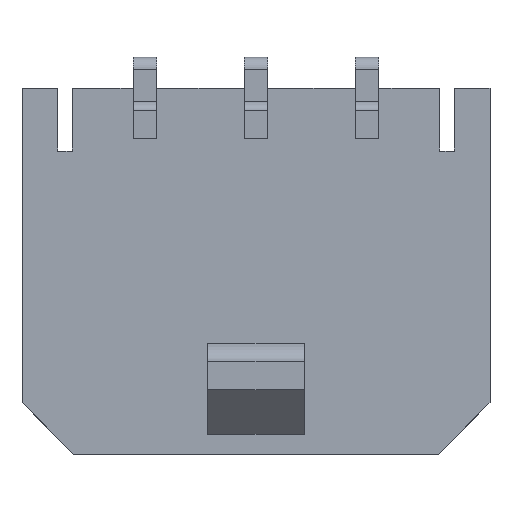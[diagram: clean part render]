
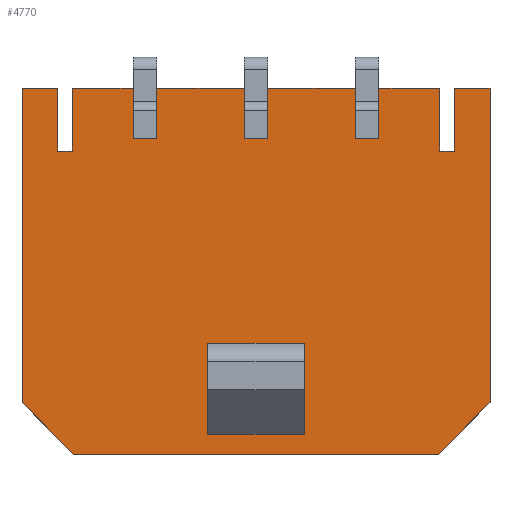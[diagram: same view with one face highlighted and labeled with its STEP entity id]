
A CAD part, top view. The second image highlights one B-rep face of the part: STEP entity #4770.
In plain terms, the highlighted planar face has unit normal (0, 0, 1).
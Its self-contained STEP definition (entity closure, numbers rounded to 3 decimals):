
#44=PLANE('',#5045);
#288=FACE_OUTER_BOUND('',#545,.T.);
#545=EDGE_LOOP('',(#3408,#3409,#3410,#3411,#3412,#3413,#3414,#3415,#3416,
#3417,#3418,#3419,#3420,#3421,#3422,#3423,#3424,#3425,#3426,#3427,#3428,
#3429,#3430,#3431,#3432,#3433));
#792=LINE('',#6559,#1450);
#854=LINE('',#6693,#1512);
#870=LINE('',#6723,#1528);
#909=LINE('',#6801,#1567);
#910=LINE('',#6804,#1568);
#911=LINE('',#6806,#1569);
#912=LINE('',#6808,#1570);
#913=LINE('',#6810,#1571);
#914=LINE('',#6812,#1572);
#915=LINE('',#6814,#1573);
#916=LINE('',#6816,#1574);
#917=LINE('',#6818,#1575);
#918=LINE('',#6820,#1576);
#919=LINE('',#6822,#1577);
#920=LINE('',#6823,#1578);
#921=LINE('',#6825,#1579);
#922=LINE('',#6827,#1580);
#923=LINE('',#6829,#1581);
#924=LINE('',#6831,#1582);
#925=LINE('',#6833,#1583);
#926=LINE('',#6835,#1584);
#927=LINE('',#6837,#1585);
#928=LINE('',#6839,#1586);
#929=LINE('',#6841,#1587);
#930=LINE('',#6843,#1588);
#931=LINE('',#6844,#1589);
#1450=VECTOR('',#5324,1.35);
#1512=VECTOR('',#5418,1.7);
#1528=VECTOR('',#5436,0.4);
#1567=VECTOR('',#5481,1.7);
#1568=VECTOR('',#5484,1.645);
#1569=VECTOR('',#5485,1.7);
#1570=VECTOR('',#5486,0.4);
#1571=VECTOR('',#5487,1.7);
#1572=VECTOR('',#5488,0.96);
#1573=VECTOR('',#5489,8.5);
#1574=VECTOR('',#5490,1.98);
#1575=VECTOR('',#5491,9.85);
#1576=VECTOR('',#5492,1.98);
#1577=VECTOR('',#5493,8.5);
#1578=VECTOR('',#5494,0.96);
#1579=VECTOR('',#5495,1.645);
#1580=VECTOR('',#5496,1.35);
#1581=VECTOR('',#5497,0.64);
#1582=VECTOR('',#5498,1.35);
#1583=VECTOR('',#5499,2.36);
#1584=VECTOR('',#5500,1.35);
#1585=VECTOR('',#5501,0.64);
#1586=VECTOR('',#5502,1.35);
#1587=VECTOR('',#5503,2.36);
#1588=VECTOR('',#5504,1.35);
#1589=VECTOR('',#5505,0.64);
#2144=VERTEX_POINT('',#6556);
#2145=VERTEX_POINT('',#6558);
#2199=VERTEX_POINT('',#6689);
#2201=VERTEX_POINT('',#6692);
#2214=VERTEX_POINT('',#6721);
#2250=VERTEX_POINT('',#6799);
#2251=VERTEX_POINT('',#6803);
#2252=VERTEX_POINT('',#6805);
#2253=VERTEX_POINT('',#6807);
#2254=VERTEX_POINT('',#6809);
#2255=VERTEX_POINT('',#6811);
#2256=VERTEX_POINT('',#6813);
#2257=VERTEX_POINT('',#6815);
#2258=VERTEX_POINT('',#6817);
#2259=VERTEX_POINT('',#6819);
#2260=VERTEX_POINT('',#6821);
#2261=VERTEX_POINT('',#6824);
#2262=VERTEX_POINT('',#6826);
#2263=VERTEX_POINT('',#6828);
#2264=VERTEX_POINT('',#6830);
#2265=VERTEX_POINT('',#6832);
#2266=VERTEX_POINT('',#6834);
#2267=VERTEX_POINT('',#6836);
#2268=VERTEX_POINT('',#6838);
#2269=VERTEX_POINT('',#6840);
#2270=VERTEX_POINT('',#6842);
#2584=EDGE_CURVE('',#2144,#2145,#792,.T.);
#2649=EDGE_CURVE('',#2201,#2199,#854,.T.);
#2665=EDGE_CURVE('',#2214,#2199,#870,.T.);
#2704=EDGE_CURVE('',#2250,#2214,#909,.T.);
#2705=EDGE_CURVE('',#2251,#2144,#910,.T.);
#2706=EDGE_CURVE('',#2251,#2252,#911,.T.);
#2707=EDGE_CURVE('',#2253,#2252,#912,.T.);
#2708=EDGE_CURVE('',#2254,#2253,#913,.T.);
#2709=EDGE_CURVE('',#2255,#2254,#914,.T.);
#2710=EDGE_CURVE('',#2255,#2256,#915,.T.);
#2711=EDGE_CURVE('',#2256,#2257,#916,.T.);
#2712=EDGE_CURVE('',#2257,#2258,#917,.T.);
#2713=EDGE_CURVE('',#2258,#2259,#918,.T.);
#2714=EDGE_CURVE('',#2260,#2259,#919,.T.);
#2715=EDGE_CURVE('',#2201,#2260,#920,.T.);
#2716=EDGE_CURVE('',#2261,#2250,#921,.T.);
#2717=EDGE_CURVE('',#2261,#2262,#922,.T.);
#2718=EDGE_CURVE('',#2263,#2262,#923,.T.);
#2719=EDGE_CURVE('',#2264,#2263,#924,.T.);
#2720=EDGE_CURVE('',#2265,#2264,#925,.T.);
#2721=EDGE_CURVE('',#2265,#2266,#926,.T.);
#2722=EDGE_CURVE('',#2267,#2266,#927,.T.);
#2723=EDGE_CURVE('',#2268,#2267,#928,.T.);
#2724=EDGE_CURVE('',#2269,#2268,#929,.T.);
#2725=EDGE_CURVE('',#2269,#2270,#930,.T.);
#2726=EDGE_CURVE('',#2145,#2270,#931,.T.);
#3408=ORIENTED_EDGE('',*,*,#2584,.F.);
#3409=ORIENTED_EDGE('',*,*,#2705,.F.);
#3410=ORIENTED_EDGE('',*,*,#2706,.T.);
#3411=ORIENTED_EDGE('',*,*,#2707,.F.);
#3412=ORIENTED_EDGE('',*,*,#2708,.F.);
#3413=ORIENTED_EDGE('',*,*,#2709,.F.);
#3414=ORIENTED_EDGE('',*,*,#2710,.T.);
#3415=ORIENTED_EDGE('',*,*,#2711,.T.);
#3416=ORIENTED_EDGE('',*,*,#2712,.T.);
#3417=ORIENTED_EDGE('',*,*,#2713,.T.);
#3418=ORIENTED_EDGE('',*,*,#2714,.F.);
#3419=ORIENTED_EDGE('',*,*,#2715,.F.);
#3420=ORIENTED_EDGE('',*,*,#2649,.T.);
#3421=ORIENTED_EDGE('',*,*,#2665,.F.);
#3422=ORIENTED_EDGE('',*,*,#2704,.F.);
#3423=ORIENTED_EDGE('',*,*,#2716,.F.);
#3424=ORIENTED_EDGE('',*,*,#2717,.T.);
#3425=ORIENTED_EDGE('',*,*,#2718,.F.);
#3426=ORIENTED_EDGE('',*,*,#2719,.F.);
#3427=ORIENTED_EDGE('',*,*,#2720,.F.);
#3428=ORIENTED_EDGE('',*,*,#2721,.T.);
#3429=ORIENTED_EDGE('',*,*,#2722,.F.);
#3430=ORIENTED_EDGE('',*,*,#2723,.F.);
#3431=ORIENTED_EDGE('',*,*,#2724,.F.);
#3432=ORIENTED_EDGE('',*,*,#2725,.T.);
#3433=ORIENTED_EDGE('',*,*,#2726,.F.);
#4770=ADVANCED_FACE('',(#288),#44,.T.);
#5045=AXIS2_PLACEMENT_3D('',#6802,#5482,#5483);
#5324=DIRECTION('',(0.,-1.,0.));
#5418=DIRECTION('',(0.,-1.,0.));
#5436=DIRECTION('',(1.,0.,0.));
#5481=DIRECTION('',(0.,-1.,0.));
#5482=DIRECTION('center_axis',(0.,0.,1.));
#5483=DIRECTION('ref_axis',(0.,-1.,0.));
#5484=DIRECTION('',(1.,0.,0.));
#5485=DIRECTION('',(0.,-1.,0.));
#5486=DIRECTION('',(1.,0.,0.));
#5487=DIRECTION('',(0.,-1.,0.));
#5488=DIRECTION('',(1.,0.,0.));
#5489=DIRECTION('',(0.,-1.,0.));
#5490=DIRECTION('',(0.707,-0.707,0.));
#5491=DIRECTION('',(1.,0.,0.));
#5492=DIRECTION('',(0.707,0.707,0.));
#5493=DIRECTION('',(0.,-1.,0.));
#5494=DIRECTION('',(1.,0.,0.));
#5495=DIRECTION('',(1.,0.,0.));
#5496=DIRECTION('',(0.,-1.,0.));
#5497=DIRECTION('',(1.,0.,0.));
#5498=DIRECTION('',(0.,-1.,0.));
#5499=DIRECTION('',(1.,0.,0.));
#5500=DIRECTION('',(0.,-1.,0.));
#5501=DIRECTION('',(1.,0.,0.));
#5502=DIRECTION('',(0.,-1.,0.));
#5503=DIRECTION('',(1.,0.,0.));
#5504=DIRECTION('',(0.,-1.,0.));
#5505=DIRECTION('',(1.,0.,0.));
#6556=CARTESIAN_POINT('',(-3.32,5.3,4.36));
#6558=CARTESIAN_POINT('',(-3.32,3.95,4.36));
#6559=CARTESIAN_POINT('',(-3.32,5.3,4.36));
#6689=CARTESIAN_POINT('',(5.365,3.6,4.36));
#6692=CARTESIAN_POINT('',(5.365,5.3,4.36));
#6693=CARTESIAN_POINT('',(5.365,5.3,4.36));
#6721=CARTESIAN_POINT('',(4.965,3.6,4.36));
#6723=CARTESIAN_POINT('',(4.965,3.6,4.36));
#6799=CARTESIAN_POINT('',(4.965,5.3,4.36));
#6801=CARTESIAN_POINT('',(4.965,5.3,4.36));
#6802=CARTESIAN_POINT('Origin',(-6.325,5.3,4.36));
#6803=CARTESIAN_POINT('',(-4.965,5.3,4.36));
#6804=CARTESIAN_POINT('',(-4.965,5.3,4.36));
#6805=CARTESIAN_POINT('',(-4.965,3.6,4.36));
#6806=CARTESIAN_POINT('',(-4.965,5.3,4.36));
#6807=CARTESIAN_POINT('',(-5.365,3.6,4.36));
#6808=CARTESIAN_POINT('',(-5.365,3.6,4.36));
#6809=CARTESIAN_POINT('',(-5.365,5.3,4.36));
#6810=CARTESIAN_POINT('',(-5.365,5.3,4.36));
#6811=CARTESIAN_POINT('',(-6.325,5.3,4.36));
#6812=CARTESIAN_POINT('',(-6.325,5.3,4.36));
#6813=CARTESIAN_POINT('',(-6.325,-3.2,4.36));
#6814=CARTESIAN_POINT('',(-6.325,5.3,4.36));
#6815=CARTESIAN_POINT('',(-4.925,-4.6,4.36));
#6816=CARTESIAN_POINT('',(-6.325,-3.2,4.36));
#6817=CARTESIAN_POINT('',(4.925,-4.6,4.36));
#6818=CARTESIAN_POINT('',(-4.925,-4.6,4.36));
#6819=CARTESIAN_POINT('',(6.325,-3.2,4.36));
#6820=CARTESIAN_POINT('',(4.925,-4.6,4.36));
#6821=CARTESIAN_POINT('',(6.325,5.3,4.36));
#6822=CARTESIAN_POINT('',(6.325,5.3,4.36));
#6823=CARTESIAN_POINT('',(5.365,5.3,4.36));
#6824=CARTESIAN_POINT('',(3.32,5.3,4.36));
#6825=CARTESIAN_POINT('',(3.32,5.3,4.36));
#6826=CARTESIAN_POINT('',(3.32,3.95,4.36));
#6827=CARTESIAN_POINT('',(3.32,5.3,4.36));
#6828=CARTESIAN_POINT('',(2.68,3.95,4.36));
#6829=CARTESIAN_POINT('',(2.68,3.95,4.36));
#6830=CARTESIAN_POINT('',(2.68,5.3,4.36));
#6831=CARTESIAN_POINT('',(2.68,5.3,4.36));
#6832=CARTESIAN_POINT('',(0.32,5.3,4.36));
#6833=CARTESIAN_POINT('',(0.32,5.3,4.36));
#6834=CARTESIAN_POINT('',(0.32,3.95,4.36));
#6835=CARTESIAN_POINT('',(0.32,5.3,4.36));
#6836=CARTESIAN_POINT('',(-0.32,3.95,4.36));
#6837=CARTESIAN_POINT('',(-0.32,3.95,4.36));
#6838=CARTESIAN_POINT('',(-0.32,5.3,4.36));
#6839=CARTESIAN_POINT('',(-0.32,5.3,4.36));
#6840=CARTESIAN_POINT('',(-2.68,5.3,4.36));
#6841=CARTESIAN_POINT('',(-2.68,5.3,4.36));
#6842=CARTESIAN_POINT('',(-2.68,3.95,4.36));
#6843=CARTESIAN_POINT('',(-2.68,5.3,4.36));
#6844=CARTESIAN_POINT('',(-3.32,3.95,4.36));
